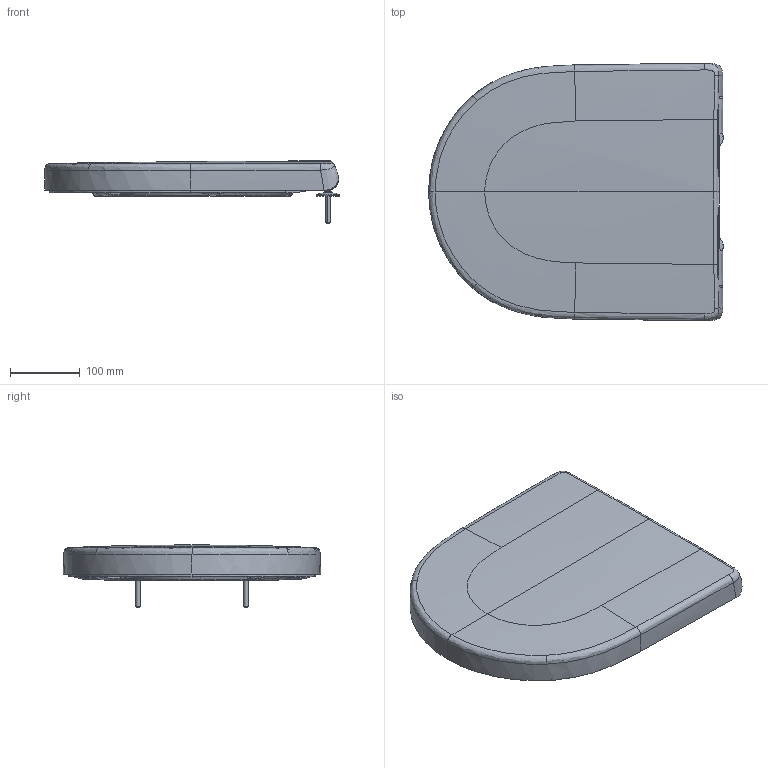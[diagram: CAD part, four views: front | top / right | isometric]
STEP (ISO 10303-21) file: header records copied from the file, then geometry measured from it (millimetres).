
FILE_DESCRIPTION(/* description */ (''),/* implementation_level */ '2;1');
FILE_NAME(/* name */ '8M36S1_WCS.stp',/* time_stamp */ '2025-09-02T12:42:30+02:00',/* author */ (''),/* organization */ (''),/* preprocessor_version */ 'ST-DEVELOPER v18.1',/* originating_system */ 'SIEMENS PLM Software NX 1973',/* authorisation */ '');
FILE_SCHEMA (('AUTOMOTIVE_DESIGN { 1 0 10303 214 3 1 1 1 }'));
Products named in the file (1): Muel3374B9DDy9qs
Bounding box: 422.5 x 368.49 x 89.5 mm (x, y, z)
Volume: 1405718.1 mm3; surface area: 570977 mm2
Topology: 10 solids, 10 shells, 514 faces, 1271 edges, 783 vertices
Faces by surface type: bspline 396, plane 54, cylinder 22, extrusion 20, sphere 6, cone 6, revolution 6, torus 4
Entity records: 37882 total; most frequent: CARTESIAN_POINT 29356, ORIENTED_EDGE 2538, EDGE_CURVE 1269, VERTEX_POINT 788, B_SPLINE_CURVE_WITH_KNOTS 670, DIRECTION 528, EDGE_LOOP 525, ADVANCED_FACE 514
